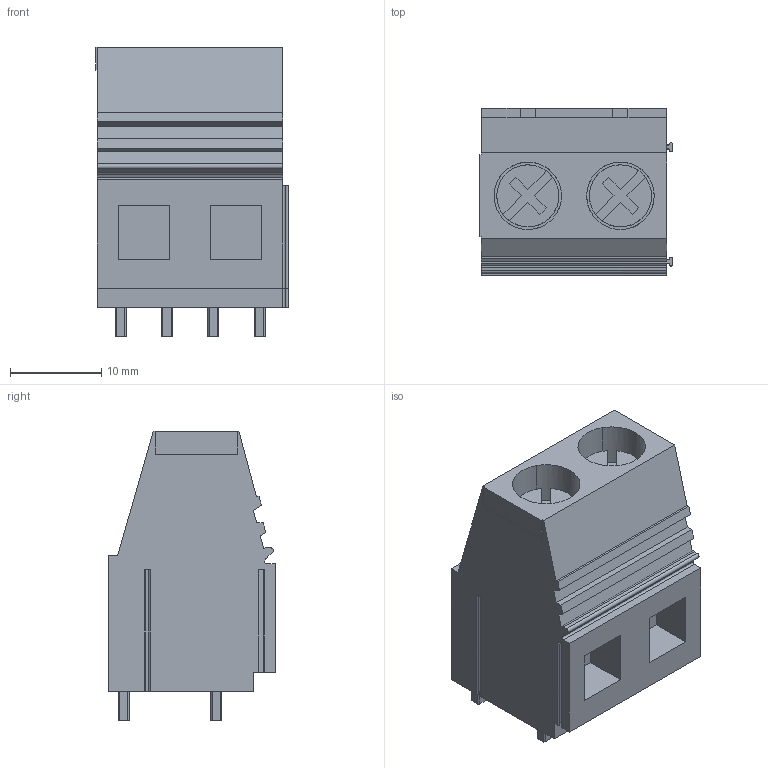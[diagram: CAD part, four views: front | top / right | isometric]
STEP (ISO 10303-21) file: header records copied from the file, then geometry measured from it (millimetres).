
FILE_DESCRIPTION(('CATIA V5 STEP Exchange','CAx-IF Rec.Pracs.--- Model Styling and Organization---1.4--- 2014-01-23'),'2;1');
FILE_NAME ('D1456205_1_1791080000_1791080000.stp','2021-08-03T06:10:11+00:00',('none'),('Weidmueller'),'CATIA Version 5-6 Release 2016 SP3 HF44','CATIA V5 STEP AP214','none');
FILE_SCHEMA(('AUTOMOTIVE_DESIGN { 1 0 10303 214 1 1 1 1 }'));
Length unit declared in the file: millimetre
Products named in the file (1): 1791080000
Bounding box: 21.13 x 18.3 x 31.7 mm (x, y, z)
Volume: 7863.5 mm3; surface area: 4590.4 mm2
Topology: 7 solids, 7 shells, 239 faces, 661 edges, 442 vertices
Faces by surface type: plane 169, cylinder 70
Entity records: 7257 total; most frequent: CARTESIAN_POINT 1434, ORIENTED_EDGE 1322, DIRECTION 977, EDGE_CURVE 661, VECTOR 513, LINE 513, VERTEX_POINT 442, AXIS2_PLACEMENT_3D 302
